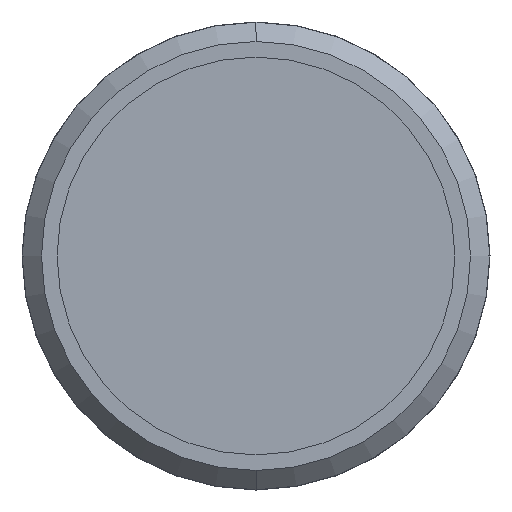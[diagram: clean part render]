
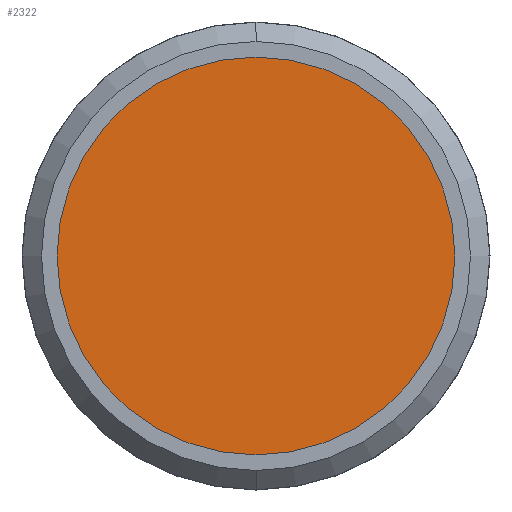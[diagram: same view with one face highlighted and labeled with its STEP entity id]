
A CAD part, front view. The second image highlights one B-rep face of the part: STEP entity #2322.
In plain terms, the highlighted planar face has unit normal (0, -1, 0).
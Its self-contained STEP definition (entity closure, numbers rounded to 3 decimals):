
#2322=ADVANCED_FACE('',(#4546),#4547,.F.);
#4546=FACE_OUTER_BOUND('',#15935,.T.);
#4547=PLANE('',#15936);
#15935=EDGE_LOOP('',(#21471,#21472));
#15936=AXIS2_PLACEMENT_3D('',#21473,#21474,#21475);
#21471=ORIENTED_EDGE('',*,*,#23772,.F.);
#21472=ORIENTED_EDGE('',*,*,#23761,.T.);
#21473=CARTESIAN_POINT('',(0.0,-0.01,0.0));
#21474=DIRECTION('',(-0.0,1.0,0.0));
#21475=DIRECTION('',(1.0,0.0,0.0));
#23761=EDGE_CURVE('',#26919,#26917,#26920,.T.);
#23772=EDGE_CURVE('',#26919,#26917,#26935,.T.);
#26917=VERTEX_POINT('',#34370);
#26919=VERTEX_POINT('',#34373);
#26920=CIRCLE('',#34374,7.65);
#26935=CIRCLE('',#34392,7.65);
#34370=CARTESIAN_POINT('',(-7.65,-0.01,0.0));
#34373=CARTESIAN_POINT('',(7.65,-0.01,0.0));
#34374=AXIS2_PLACEMENT_3D('',#36750,#36751,#36752);
#34392=AXIS2_PLACEMENT_3D('',#36768,#36769,#36770);
#36750=CARTESIAN_POINT('',(0.0,-0.01,0.0));
#36751=DIRECTION('',(0.0,-1.0,0.0));
#36752=DIRECTION('',(1.0,0.0,0.0));
#36768=CARTESIAN_POINT('',(0.0,-0.01,0.0));
#36769=DIRECTION('',(-0.0,1.0,0.0));
#36770=DIRECTION('',(1.0,0.0,0.0));
